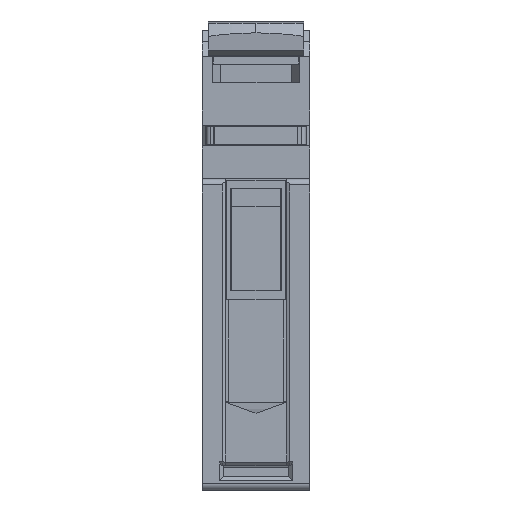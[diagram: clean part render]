
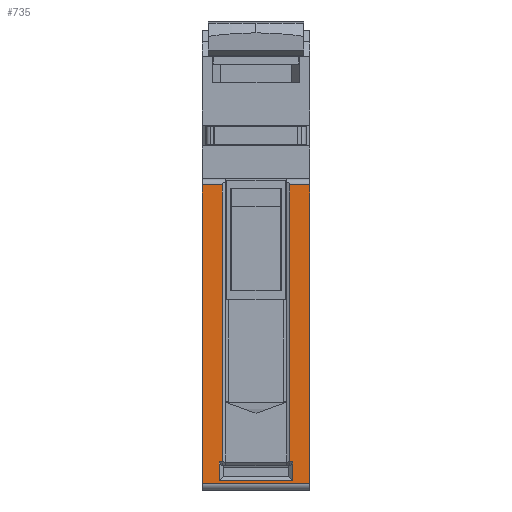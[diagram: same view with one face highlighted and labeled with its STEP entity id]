
A CAD part, front view. The second image highlights one B-rep face of the part: STEP entity #735.
In plain terms, the highlighted planar face has unit normal (0, -1, 0).
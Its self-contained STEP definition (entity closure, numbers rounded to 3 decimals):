
#735=ADVANCED_FACE('',(#1924),#1925,.T.);
#1924=FACE_OUTER_BOUND('',#3557,.T.);
#1925=PLANE('',#3558);
#3557=EDGE_LOOP('',(#6124,#6125,#6126,#6127,#6128,#6129,#6130,#6131,#6132,#6133,#6134,#6135));
#3558=AXIS2_PLACEMENT_3D('',#6136,#6137,#6138);
#6124=ORIENTED_EDGE('',*,*,#11012,.F.);
#6125=ORIENTED_EDGE('',*,*,#10888,.F.);
#6126=ORIENTED_EDGE('',*,*,#11010,.T.);
#6127=ORIENTED_EDGE('',*,*,#11013,.F.);
#6128=ORIENTED_EDGE('',*,*,#11014,.F.);
#6129=ORIENTED_EDGE('',*,*,#11015,.T.);
#6130=ORIENTED_EDGE('',*,*,#11016,.T.);
#6131=ORIENTED_EDGE('',*,*,#11017,.T.);
#6132=ORIENTED_EDGE('',*,*,#11018,.F.);
#6133=ORIENTED_EDGE('',*,*,#11019,.T.);
#6134=ORIENTED_EDGE('',*,*,#11020,.T.);
#6135=ORIENTED_EDGE('',*,*,#11021,.F.);
#6136=CARTESIAN_POINT('',(0.,0.25,51.));
#6137=DIRECTION('',(0.0,-1.0,0.0));
#6138=DIRECTION('',(0.0,0.0,1.0));
#10888=EDGE_CURVE('',#13336,#13338,#13339,.T.);
#11010=EDGE_CURVE('',#13336,#13523,#13525,.T.);
#11012=EDGE_CURVE('',#13338,#13527,#13528,.T.);
#11013=EDGE_CURVE('',#13529,#13523,#13530,.T.);
#11014=EDGE_CURVE('',#13531,#13529,#13532,.T.);
#11015=EDGE_CURVE('',#13531,#13533,#13534,.T.);
#11016=EDGE_CURVE('',#13533,#13535,#13536,.T.);
#11017=EDGE_CURVE('',#13535,#13537,#13538,.T.);
#11018=EDGE_CURVE('',#13539,#13537,#13540,.T.);
#11019=EDGE_CURVE('',#13539,#13541,#13542,.T.);
#11020=EDGE_CURVE('',#13541,#13543,#13544,.T.);
#11021=EDGE_CURVE('',#13527,#13543,#13545,.T.);
#13336=VERTEX_POINT('',#16947);
#13338=VERTEX_POINT('',#16949);
#13339=LINE('',#16950,#16951);
#13523=VERTEX_POINT('',#17226);
#13525=LINE('',#17228,#17229);
#13527=VERTEX_POINT('',#17231);
#13528=LINE('',#17232,#17233);
#13529=VERTEX_POINT('',#17234);
#13530=LINE('',#17235,#17236);
#13531=VERTEX_POINT('',#17237);
#13532=LINE('',#17238,#17239);
#13533=VERTEX_POINT('',#17240);
#13534=LINE('',#17241,#17242);
#13535=VERTEX_POINT('',#17243);
#13536=LINE('',#17244,#17245);
#13537=VERTEX_POINT('',#17246);
#13538=LINE('',#17247,#17248);
#13539=VERTEX_POINT('',#17249);
#13540=LINE('',#17250,#17251);
#13541=VERTEX_POINT('',#17252);
#13542=LINE('',#17253,#17254);
#13543=VERTEX_POINT('',#17255);
#13544=LINE('',#17256,#17257);
#13545=LINE('',#17258,#17259);
#16947=CARTESIAN_POINT('',(0.,0.25,1.));
#16949=CARTESIAN_POINT('',(0.,0.25,50.));
#16950=CARTESIAN_POINT('',(0.,0.25,1.));
#16951=VECTOR('',#20884,1.0);
#17226=CARTESIAN_POINT('',(17.6,0.25,1.));
#17228=CARTESIAN_POINT('',(8.8,0.25,1.));
#17229=VECTOR('',#21015,1.0);
#17231=CARTESIAN_POINT('',(3.3,0.25,50.));
#17232=CARTESIAN_POINT('',(0.,0.25,50.));
#17233=VECTOR('',#21016,1.0);
#17234=CARTESIAN_POINT('',(17.6,0.25,50.));
#17235=CARTESIAN_POINT('',(17.6,0.25,50.));
#17236=VECTOR('',#21017,1.0);
#17237=CARTESIAN_POINT('',(14.3,0.25,50.));
#17238=CARTESIAN_POINT('',(14.3,0.25,50.));
#17239=VECTOR('',#21018,1.0);
#17240=CARTESIAN_POINT('',(14.3,0.25,4.6));
#17241=CARTESIAN_POINT('',(14.3,0.25,50.));
#17242=VECTOR('',#21019,1.0);
#17243=CARTESIAN_POINT('',(14.85,0.25,4.6));
#17244=CARTESIAN_POINT('',(8.8,0.25,4.6));
#17245=VECTOR('',#21020,1.0);
#17246=CARTESIAN_POINT('',(14.85,0.25,1.517));
#17247=CARTESIAN_POINT('',(14.85,0.25,4.6));
#17248=VECTOR('',#21021,1.0);
#17249=CARTESIAN_POINT('',(2.75,0.25,1.517));
#17250=CARTESIAN_POINT('',(8.8,0.25,1.517));
#17251=VECTOR('',#21022,1.0);
#17252=CARTESIAN_POINT('',(2.75,0.25,4.6));
#17253=CARTESIAN_POINT('',(2.75,0.25,1.517));
#17254=VECTOR('',#21023,1.0);
#17255=CARTESIAN_POINT('',(3.3,0.25,4.6));
#17256=CARTESIAN_POINT('',(0.,0.25,4.6));
#17257=VECTOR('',#21024,1.0);
#17258=CARTESIAN_POINT('',(3.3,0.25,50.));
#17259=VECTOR('',#21025,1.0);
#20884=DIRECTION('',(0.0,0.0,1.0));
#21015=DIRECTION('',(1.0,0.0,0.0));
#21016=DIRECTION('',(1.0,0.0,0.0));
#21017=DIRECTION('',(0.0,0.0,-1.0));
#21018=DIRECTION('',(1.0,0.0,0.0));
#21019=DIRECTION('',(0.0,0.0,-1.0));
#21020=DIRECTION('',(1.0,0.0,0.0));
#21021=DIRECTION('',(0.0,0.0,-1.0));
#21022=DIRECTION('',(1.0,0.0,0.0));
#21023=DIRECTION('',(0.0,0.0,1.0));
#21024=DIRECTION('',(1.0,0.0,0.0));
#21025=DIRECTION('',(0.0,0.0,-1.0));
